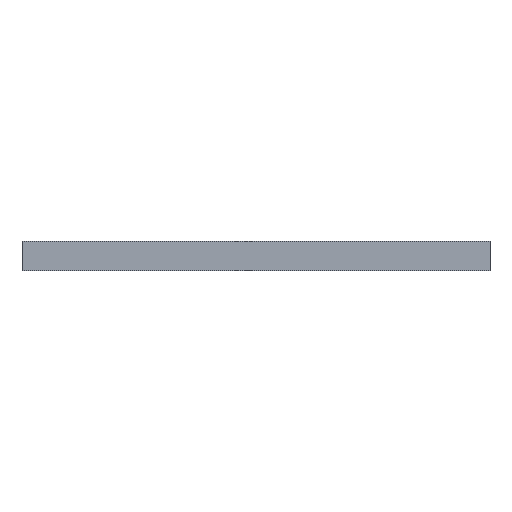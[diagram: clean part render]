
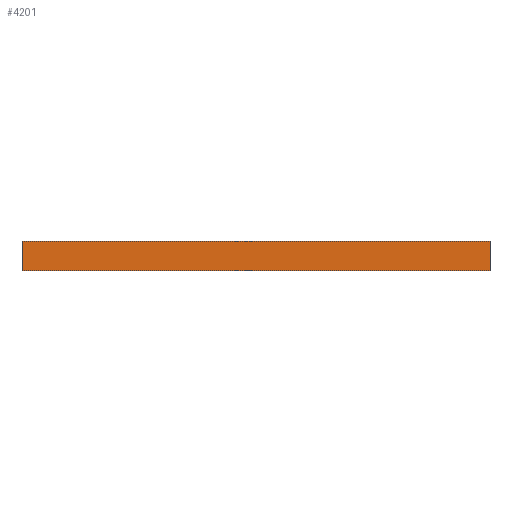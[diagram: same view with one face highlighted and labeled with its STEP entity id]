
A CAD part, front view. The second image highlights one B-rep face of the part: STEP entity #4201.
In plain terms, the highlighted planar face has unit normal (0, -1, 0).
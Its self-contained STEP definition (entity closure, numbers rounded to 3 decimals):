
#90 = PLANE('',#91);
#91 = AXIS2_PLACEMENT_3D('',#92,#93,#94);
#92 = CARTESIAN_POINT('',(148.501,-105.1,1.6));
#93 = DIRECTION('',(-0.,-0.,-1.));
#94 = DIRECTION('',(-1.,0.,0.));
#144 = PLANE('',#145);
#145 = AXIS2_PLACEMENT_3D('',#146,#147,#148);
#146 = CARTESIAN_POINT('',(148.501,-105.1,0.));
#147 = DIRECTION('',(-0.,-0.,-1.));
#148 = DIRECTION('',(-1.,0.,0.));
#393 = VERTEX_POINT('',#394);
#394 = CARTESIAN_POINT('',(161.201,-134.468,0.));
#408 = PLANE('',#409);
#409 = AXIS2_PLACEMENT_3D('',#410,#411,#412);
#410 = CARTESIAN_POINT('',(161.201,-76.175,0.));
#411 = DIRECTION('',(1.,0.,-0.));
#412 = DIRECTION('',(0.,-1.,0.));
#420 = EDGE_CURVE('',#393,#421,#423,.T.);
#421 = VERTEX_POINT('',#422);
#422 = CARTESIAN_POINT('',(135.801,-134.468,0.));
#423 = SURFACE_CURVE('',#424,(#428,#435),.PCURVE_S1.);
#424 = LINE('',#425,#426);
#425 = CARTESIAN_POINT('',(161.201,-134.468,0.));
#426 = VECTOR('',#427,1.);
#427 = DIRECTION('',(-1.,0.,0.));
#428 = PCURVE('',#144,#429);
#429 = DEFINITIONAL_REPRESENTATION('',(#430),#434);
#430 = LINE('',#431,#432);
#431 = CARTESIAN_POINT('',(-12.7,-29.367));
#432 = VECTOR('',#433,1.);
#433 = DIRECTION('',(1.,0.));
#434 = ( GEOMETRIC_REPRESENTATION_CONTEXT(2) 
PARAMETRIC_REPRESENTATION_CONTEXT() REPRESENTATION_CONTEXT('2D SPACE',''
  ) );
#435 = PCURVE('',#436,#441);
#436 = PLANE('',#437);
#437 = AXIS2_PLACEMENT_3D('',#438,#439,#440);
#438 = CARTESIAN_POINT('',(161.201,-134.468,0.));
#439 = DIRECTION('',(0.,-1.,0.));
#440 = DIRECTION('',(-1.,0.,0.));
#441 = DEFINITIONAL_REPRESENTATION('',(#442),#446);
#442 = LINE('',#443,#444);
#443 = CARTESIAN_POINT('',(0.,-0.));
#444 = VECTOR('',#445,1.);
#445 = DIRECTION('',(1.,0.));
#446 = ( GEOMETRIC_REPRESENTATION_CONTEXT(2) 
PARAMETRIC_REPRESENTATION_CONTEXT() REPRESENTATION_CONTEXT('2D SPACE',''
  ) );
#464 = PLANE('',#465);
#465 = AXIS2_PLACEMENT_3D('',#466,#467,#468);
#466 = CARTESIAN_POINT('',(135.801,-134.468,0.));
#467 = DIRECTION('',(-1.,0.,0.));
#468 = DIRECTION('',(0.,1.,0.));
#2351 = VERTEX_POINT('',#2352);
#2352 = CARTESIAN_POINT('',(161.201,-134.468,1.6));
#2373 = EDGE_CURVE('',#2351,#2374,#2376,.T.);
#2374 = VERTEX_POINT('',#2375);
#2375 = CARTESIAN_POINT('',(135.801,-134.468,1.6));
#2376 = SURFACE_CURVE('',#2377,(#2381,#2388),.PCURVE_S1.);
#2377 = LINE('',#2378,#2379);
#2378 = CARTESIAN_POINT('',(161.201,-134.468,1.6));
#2379 = VECTOR('',#2380,1.);
#2380 = DIRECTION('',(-1.,0.,0.));
#2381 = PCURVE('',#90,#2382);
#2382 = DEFINITIONAL_REPRESENTATION('',(#2383),#2387);
#2383 = LINE('',#2384,#2385);
#2384 = CARTESIAN_POINT('',(-12.7,-29.367));
#2385 = VECTOR('',#2386,1.);
#2386 = DIRECTION('',(1.,0.));
#2387 = ( GEOMETRIC_REPRESENTATION_CONTEXT(2) 
PARAMETRIC_REPRESENTATION_CONTEXT() REPRESENTATION_CONTEXT('2D SPACE',''
  ) );
#2388 = PCURVE('',#436,#2389);
#2389 = DEFINITIONAL_REPRESENTATION('',(#2390),#2394);
#2390 = LINE('',#2391,#2392);
#2391 = CARTESIAN_POINT('',(0.,-1.6));
#2392 = VECTOR('',#2393,1.);
#2393 = DIRECTION('',(1.,0.));
#2394 = ( GEOMETRIC_REPRESENTATION_CONTEXT(2) 
PARAMETRIC_REPRESENTATION_CONTEXT() REPRESENTATION_CONTEXT('2D SPACE',''
  ) );
#4153 = EDGE_CURVE('',#393,#2351,#4154,.T.);
#4154 = SURFACE_CURVE('',#4155,(#4159,#4166),.PCURVE_S1.);
#4155 = LINE('',#4156,#4157);
#4156 = CARTESIAN_POINT('',(161.201,-134.468,0.));
#4157 = VECTOR('',#4158,1.);
#4158 = DIRECTION('',(0.,0.,1.));
#4159 = PCURVE('',#408,#4160);
#4160 = DEFINITIONAL_REPRESENTATION('',(#4161),#4165);
#4161 = LINE('',#4162,#4163);
#4162 = CARTESIAN_POINT('',(58.293,0.));
#4163 = VECTOR('',#4164,1.);
#4164 = DIRECTION('',(0.,-1.));
#4165 = ( GEOMETRIC_REPRESENTATION_CONTEXT(2) 
PARAMETRIC_REPRESENTATION_CONTEXT() REPRESENTATION_CONTEXT('2D SPACE',''
  ) );
#4166 = PCURVE('',#436,#4167);
#4167 = DEFINITIONAL_REPRESENTATION('',(#4168),#4172);
#4168 = LINE('',#4169,#4170);
#4169 = CARTESIAN_POINT('',(0.,-0.));
#4170 = VECTOR('',#4171,1.);
#4171 = DIRECTION('',(0.,-1.));
#4172 = ( GEOMETRIC_REPRESENTATION_CONTEXT(2) 
PARAMETRIC_REPRESENTATION_CONTEXT() REPRESENTATION_CONTEXT('2D SPACE',''
  ) );
#4201 = ADVANCED_FACE('',(#4202),#436,.T.);
#4202 = FACE_BOUND('',#4203,.T.);
#4203 = EDGE_LOOP('',(#4204,#4205,#4206,#4227));
#4204 = ORIENTED_EDGE('',*,*,#4153,.T.);
#4205 = ORIENTED_EDGE('',*,*,#2373,.T.);
#4206 = ORIENTED_EDGE('',*,*,#4207,.F.);
#4207 = EDGE_CURVE('',#421,#2374,#4208,.T.);
#4208 = SURFACE_CURVE('',#4209,(#4213,#4220),.PCURVE_S1.);
#4209 = LINE('',#4210,#4211);
#4210 = CARTESIAN_POINT('',(135.801,-134.468,0.));
#4211 = VECTOR('',#4212,1.);
#4212 = DIRECTION('',(0.,0.,1.));
#4213 = PCURVE('',#436,#4214);
#4214 = DEFINITIONAL_REPRESENTATION('',(#4215),#4219);
#4215 = LINE('',#4216,#4217);
#4216 = CARTESIAN_POINT('',(25.4,0.));
#4217 = VECTOR('',#4218,1.);
#4218 = DIRECTION('',(0.,-1.));
#4219 = ( GEOMETRIC_REPRESENTATION_CONTEXT(2) 
PARAMETRIC_REPRESENTATION_CONTEXT() REPRESENTATION_CONTEXT('2D SPACE',''
  ) );
#4220 = PCURVE('',#464,#4221);
#4221 = DEFINITIONAL_REPRESENTATION('',(#4222),#4226);
#4222 = LINE('',#4223,#4224);
#4223 = CARTESIAN_POINT('',(0.,0.));
#4224 = VECTOR('',#4225,1.);
#4225 = DIRECTION('',(0.,-1.));
#4226 = ( GEOMETRIC_REPRESENTATION_CONTEXT(2) 
PARAMETRIC_REPRESENTATION_CONTEXT() REPRESENTATION_CONTEXT('2D SPACE',''
  ) );
#4227 = ORIENTED_EDGE('',*,*,#420,.F.);
